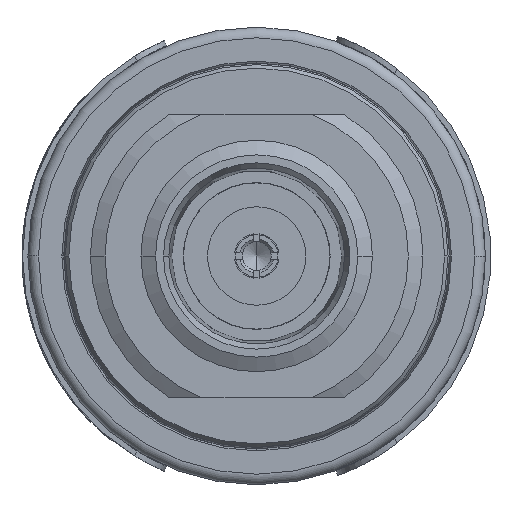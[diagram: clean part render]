
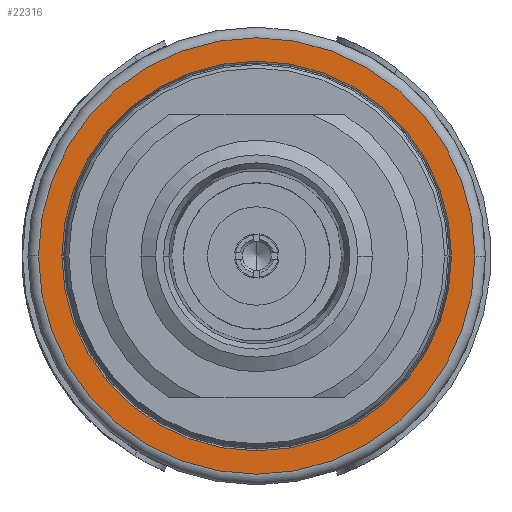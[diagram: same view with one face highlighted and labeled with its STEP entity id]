
A CAD part, left-side view. The second image highlights one B-rep face of the part: STEP entity #22316.
In plain terms, the highlighted planar face has unit normal (-1, 0, 0).
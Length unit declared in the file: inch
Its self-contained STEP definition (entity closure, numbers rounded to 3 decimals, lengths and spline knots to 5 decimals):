
#211 = DIRECTION ( 'NONE',  ( 0., -1., 0. ) ) ;
#704 = EDGE_CURVE ( 'NONE', #6027, #61563, #3403, .T. ) ;
#902 = CARTESIAN_POINT ( 'NONE',  ( -1.6035, 0.43, 0. ) ) ;
#3231 = CARTESIAN_POINT ( 'NONE',  ( -1.6035, 0., 0. ) ) ;
#3403 = CIRCLE ( 'NONE', #6721, 0.36608 ) ;
#6027 = VERTEX_POINT ( 'NONE', #53068 ) ;
#6721 = AXIS2_PLACEMENT_3D ( 'NONE', #12653, #55609, #45775 ) ;
#7403 = DIRECTION ( 'NONE',  ( 0., -1., 0. ) ) ;
#9240 = CARTESIAN_POINT ( 'NONE',  ( -1.6035, 0., 0. ) ) ;
#10630 = ORIENTED_EDGE ( 'NONE', *, *, #27461, .T. ) ;
#10957 = CARTESIAN_POINT ( 'NONE',  ( -1.6035, 0., 0. ) ) ;
#12653 = CARTESIAN_POINT ( 'NONE',  ( -1.6035, 0., 0. ) ) ;
#14085 = CIRCLE ( 'NONE', #64635, 0.41 ) ;
#17121 = EDGE_LOOP ( 'NONE', ( #59047, #33305 ) ) ;
#22316 = ADVANCED_FACE ( 'NONE', ( #27072, #38600 ), #33032, .T. ) ;
#22523 = VERTEX_POINT ( 'NONE', #63814 ) ;
#27072 = FACE_OUTER_BOUND ( 'NONE', #34366, .T. ) ;
#27461 = EDGE_CURVE ( 'NONE', #22523, #44354, #33231, .T. ) ;
#30063 = EDGE_CURVE ( 'NONE', #44354, #22523, #14085, .T. ) ;
#30853 = DIRECTION ( 'NONE',  ( -1., 0., 0. ) ) ;
#33032 = PLANE ( 'NONE',  #35960 ) ;
#33231 = CIRCLE ( 'NONE', #44342, 0.41 ) ;
#33305 = ORIENTED_EDGE ( 'NONE', *, *, #704, .T. ) ;
#34366 = EDGE_LOOP ( 'NONE', ( #54450, #10630 ) ) ;
#35960 = AXIS2_PLACEMENT_3D ( 'NONE', #902, #60059, #211 ) ;
#36090 = EDGE_CURVE ( 'NONE', #61563, #6027, #59745, .T. ) ;
#38600 = FACE_BOUND ( 'NONE', #17121, .T. ) ;
#41658 = CARTESIAN_POINT ( 'NONE',  ( -1.6035, -0.41, 0. ) ) ;
#44342 = AXIS2_PLACEMENT_3D ( 'NONE', #3231, #66609, #7403 ) ;
#44354 = VERTEX_POINT ( 'NONE', #41658 ) ;
#45108 = AXIS2_PLACEMENT_3D ( 'NONE', #10957, #57852, #63444 ) ;
#45775 = DIRECTION ( 'NONE',  ( 0., 1., 0. ) ) ;
#53068 = CARTESIAN_POINT ( 'NONE',  ( -1.6035, 0.36608, 0. ) ) ;
#54450 = ORIENTED_EDGE ( 'NONE', *, *, #30063, .T. ) ;
#55115 = CARTESIAN_POINT ( 'NONE',  ( -1.6035, -0.36608, 0. ) ) ;
#55609 = DIRECTION ( 'NONE',  ( 1., 0., 0. ) ) ;
#57852 = DIRECTION ( 'NONE',  ( 1., 0., 0. ) ) ;
#59047 = ORIENTED_EDGE ( 'NONE', *, *, #36090, .T. ) ;
#59745 = CIRCLE ( 'NONE', #45108, 0.36608 ) ;
#60059 = DIRECTION ( 'NONE',  ( -1., 0., 0. ) ) ;
#61563 = VERTEX_POINT ( 'NONE', #55115 ) ;
#63127 = DIRECTION ( 'NONE',  ( 0., -1., 0. ) ) ;
#63444 = DIRECTION ( 'NONE',  ( 0., 1., 0. ) ) ;
#63814 = CARTESIAN_POINT ( 'NONE',  ( -1.6035, 0.41, 0. ) ) ;
#64635 = AXIS2_PLACEMENT_3D ( 'NONE', #9240, #30853, #63127 ) ;
#66609 = DIRECTION ( 'NONE',  ( -1., 0., 0. ) ) ;
